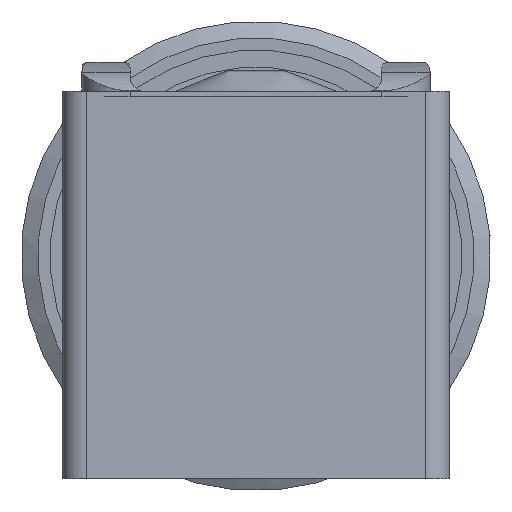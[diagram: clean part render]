
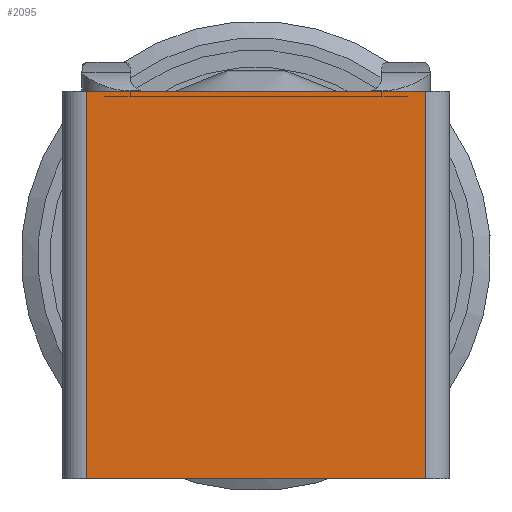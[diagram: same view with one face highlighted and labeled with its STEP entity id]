
A CAD part, left-side view. The second image highlights one B-rep face of the part: STEP entity #2095.
In plain terms, the highlighted planar face has unit normal (-1, 0, 0).
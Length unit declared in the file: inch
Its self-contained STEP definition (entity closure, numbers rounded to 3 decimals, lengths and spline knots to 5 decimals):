
#315 = CARTESIAN_POINT ( 'NONE',  ( 0., -0.1378, 0.15748 ) ) ;
#317 = VECTOR ( 'NONE', #2989, 39.37008 ) ;
#332 = ORIENTED_EDGE ( 'NONE', *, *, #3508, .F. ) ;
#394 = FACE_OUTER_BOUND ( 'NONE', #2289, .T. ) ;
#497 = VERTEX_POINT ( 'NONE', #315 ) ;
#622 = VECTOR ( 'NONE', #1640, 39.37008 ) ;
#765 = PLANE ( 'NONE',  #1995 ) ;
#808 = LINE ( 'NONE', #3488, #3283 ) ;
#889 = CARTESIAN_POINT ( 'NONE',  ( 0., -0.1378, -0.15748 ) ) ;
#909 = CARTESIAN_POINT ( 'NONE',  ( 0., 0.1378, 0.15748 ) ) ;
#1182 = CARTESIAN_POINT ( 'NONE',  ( 0., 0.1378, 0.15748 ) ) ;
#1402 = VERTEX_POINT ( 'NONE', #1490 ) ;
#1490 = CARTESIAN_POINT ( 'NONE',  ( 0., 0.1378, -0.15748 ) ) ;
#1614 = VERTEX_POINT ( 'NONE', #4038 ) ;
#1640 = DIRECTION ( 'NONE',  ( 0., -1., 0. ) ) ;
#1812 = ORIENTED_EDGE ( 'NONE', *, *, #2153, .F. ) ;
#1846 = VERTEX_POINT ( 'NONE', #3761 ) ;
#1860 = DIRECTION ( 'NONE',  ( 0., 0., 1. ) ) ;
#1926 = DIRECTION ( 'NONE',  ( 0., 0., -1. ) ) ;
#1995 = AXIS2_PLACEMENT_3D ( 'NONE', #1182, #4798, #3049 ) ;
#2095 = ADVANCED_FACE ( 'NONE', ( #394 ), #765, .F. ) ;
#2122 = ORIENTED_EDGE ( 'NONE', *, *, #3329, .F. ) ;
#2153 = EDGE_CURVE ( 'NONE', #1402, #1846, #4261, .T. ) ;
#2289 = EDGE_LOOP ( 'NONE', ( #332, #2122, #1812, #3959 ) ) ;
#2569 = CARTESIAN_POINT ( 'NONE',  ( 0., 0.1378, 0.15748 ) ) ;
#2989 = DIRECTION ( 'NONE',  ( 0., -1., 0. ) ) ;
#3049 = DIRECTION ( 'NONE',  ( 0., 0., -1. ) ) ;
#3283 = VECTOR ( 'NONE', #1926, 39.37008 ) ;
#3329 = EDGE_CURVE ( 'NONE', #1846, #497, #3743, .T. ) ;
#3449 = LINE ( 'NONE', #889, #622 ) ;
#3488 = CARTESIAN_POINT ( 'NONE',  ( 0., -0.1378, 0.15748 ) ) ;
#3508 = EDGE_CURVE ( 'NONE', #497, #1614, #808, .T. ) ;
#3743 = LINE ( 'NONE', #2569, #317 ) ;
#3761 = CARTESIAN_POINT ( 'NONE',  ( 0., 0.1378, 0.15748 ) ) ;
#3959 = ORIENTED_EDGE ( 'NONE', *, *, #4044, .T. ) ;
#4038 = CARTESIAN_POINT ( 'NONE',  ( 0., -0.1378, -0.15748 ) ) ;
#4044 = EDGE_CURVE ( 'NONE', #1402, #1614, #3449, .T. ) ;
#4261 = LINE ( 'NONE', #909, #4629 ) ;
#4629 = VECTOR ( 'NONE', #1860, 39.37008 ) ;
#4798 = DIRECTION ( 'NONE',  ( 1., 0., 0. ) ) ;
